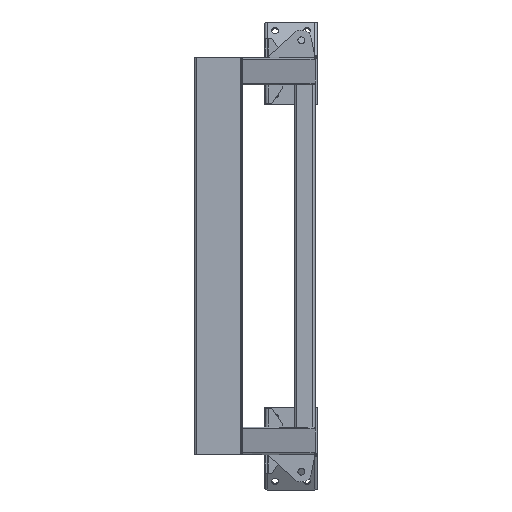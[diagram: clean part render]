
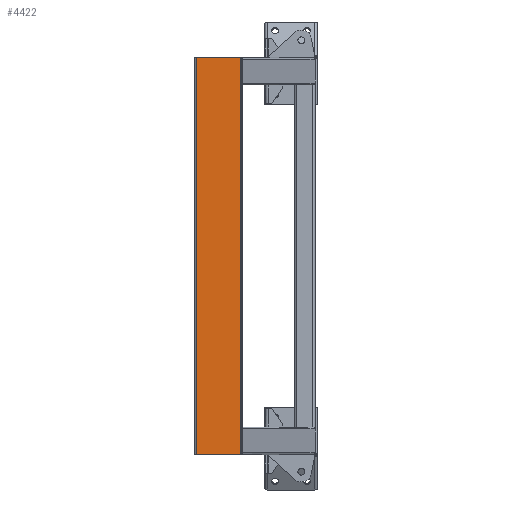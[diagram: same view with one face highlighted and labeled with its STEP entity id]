
A CAD part, left-side view. The second image highlights one B-rep face of the part: STEP entity #4422.
In plain terms, the highlighted planar face has unit normal (-1, 0, 0).
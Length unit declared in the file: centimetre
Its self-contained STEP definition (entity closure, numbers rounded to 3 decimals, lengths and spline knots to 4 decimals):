
#459=FACE_OUTER_BOUND('',#725,.T.);
#725=EDGE_LOOP('',(#3178,#3179,#3180,#3181));
#1063=LINE('',#6698,#1512);
#1069=LINE('',#6714,#1518);
#1070=LINE('',#6718,#1519);
#1071=LINE('',#6719,#1520);
#1512=VECTOR('',#5350,6.5);
#1518=VECTOR('',#5366,58.);
#1519=VECTOR('',#5371,58.);
#1520=VECTOR('',#5372,6.5);
#1991=VERTEX_POINT('',#6695);
#1992=VERTEX_POINT('',#6697);
#1997=VERTEX_POINT('',#6713);
#1998=VERTEX_POINT('',#6717);
#2428=EDGE_CURVE('',#1992,#1991,#1063,.T.);
#2436=EDGE_CURVE('',#1997,#1992,#1069,.T.);
#2438=EDGE_CURVE('',#1991,#1998,#1070,.T.);
#2439=EDGE_CURVE('',#1998,#1997,#1071,.T.);
#3178=ORIENTED_EDGE('',*,*,#2438,.T.);
#3179=ORIENTED_EDGE('',*,*,#2439,.T.);
#3180=ORIENTED_EDGE('',*,*,#2436,.T.);
#3181=ORIENTED_EDGE('',*,*,#2428,.T.);
#4231=PLANE('',#4739);
#4422=ADVANCED_FACE('',(#459),#4231,.T.);
#4739=AXIS2_PLACEMENT_3D('',#6716,#5369,#5370);
#5350=DIRECTION('',(0.,-1.,0.));
#5366=DIRECTION('',(0.,0.,-1.));
#5369=DIRECTION('center_axis',(-1.,0.,0.));
#5370=DIRECTION('ref_axis',(0.,-1.,0.));
#5371=DIRECTION('',(0.,0.,1.));
#5372=DIRECTION('',(0.,1.,0.));
#6695=CARTESIAN_POINT('',(-24.6577,7.3155,-29.));
#6697=CARTESIAN_POINT('',(-24.6577,13.8155,-29.));
#6698=CARTESIAN_POINT('',(-24.6577,13.8155,-29.));
#6713=CARTESIAN_POINT('',(-24.6577,13.8155,29.));
#6714=CARTESIAN_POINT('',(-24.6577,13.8155,29.));
#6716=CARTESIAN_POINT('Origin',(-24.6577,13.8155,29.));
#6717=CARTESIAN_POINT('',(-24.6577,7.3155,29.));
#6718=CARTESIAN_POINT('',(-24.6577,7.3155,-29.));
#6719=CARTESIAN_POINT('',(-24.6577,7.3155,29.));
